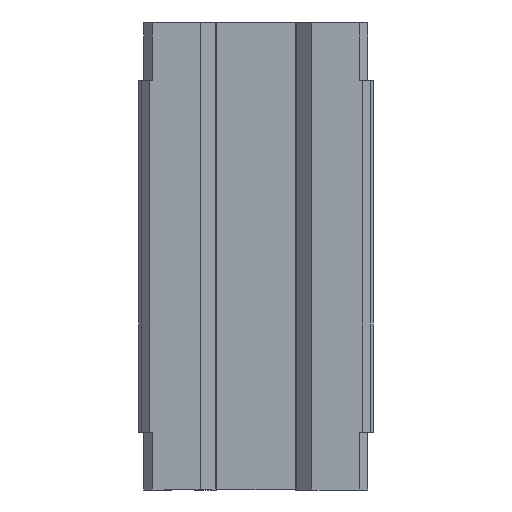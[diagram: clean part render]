
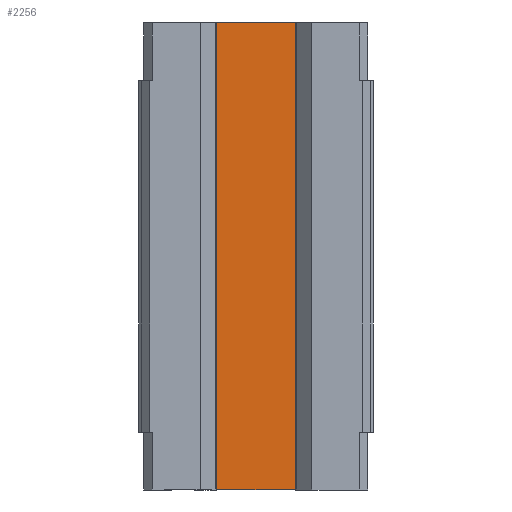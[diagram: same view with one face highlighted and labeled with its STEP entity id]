
A CAD part, front view. The second image highlights one B-rep face of the part: STEP entity #2256.
In plain terms, the highlighted planar face has unit normal (0, -1, 0).
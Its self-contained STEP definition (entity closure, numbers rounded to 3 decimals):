
#93 = EDGE_CURVE ( 'NONE', #9697, #95, #3408, .T. ) ;
#95 = VERTEX_POINT ( 'NONE', #3398 ) ;
#110 = VERTEX_POINT ( 'NONE', #3427 ) ;
#119 = EDGE_CURVE ( 'NONE', #120, #110, #3468, .T. ) ;
#120 = VERTEX_POINT ( 'NONE', #3464 ) ;
#2256 = ADVANCED_FACE ( 'NONE', ( #7679 ), #7678, .T. ) ;
#2257 = EDGE_LOOP ( 'NONE', ( #2258, #2260, #2316, #2318 ) ) ;
#2258 = ORIENTED_EDGE ( 'NONE', *, *, #2259, .T. ) ;
#2259 = EDGE_CURVE ( 'NONE', #110, #9697, #7673, .T. ) ;
#2260 = ORIENTED_EDGE ( 'NONE', *, *, #93, .T. ) ;
#2316 = ORIENTED_EDGE ( 'NONE', *, *, #2317, .F. ) ;
#2317 = EDGE_CURVE ( 'NONE', #120, #95, #7835, .T. ) ;
#2318 = ORIENTED_EDGE ( 'NONE', *, *, #119, .T. ) ;
#3398 = CARTESIAN_POINT ( 'NONE',  ( 14.4, 0., 85.6 ) ) ;
#3405 = DIRECTION ( 'NONE',  ( 0., 0., 1. ) ) ;
#3406 = VECTOR ( 'NONE', #3405, 1000. ) ;
#3407 = CARTESIAN_POINT ( 'NONE',  ( 14.4, 0., -64.4 ) ) ;
#3408 = LINE ( 'NONE', #3407, #3406 ) ;
#3427 = CARTESIAN_POINT ( 'NONE',  ( -14.4, 0., -85.6 ) ) ;
#3464 = CARTESIAN_POINT ( 'NONE',  ( -14.4, 0., 85.6 ) ) ;
#3465 = DIRECTION ( 'NONE',  ( 0., 0., -1. ) ) ;
#3466 = VECTOR ( 'NONE', #3465, 1000. ) ;
#3467 = CARTESIAN_POINT ( 'NONE',  ( -14.4, 0., -64.4 ) ) ;
#3468 = LINE ( 'NONE', #3467, #3466 ) ;
#7673 = LINE ( 'NONE', #7738, #7737 ) ;
#7674 = DIRECTION ( 'NONE',  ( 0., 0., -1. ) ) ;
#7675 = DIRECTION ( 'NONE',  ( 0., -1., 0. ) ) ;
#7676 = CARTESIAN_POINT ( 'NONE',  ( -14.4, 0., -64.4 ) ) ;
#7677 = AXIS2_PLACEMENT_3D ( 'NONE', #7676, #7675, #7674 ) ;
#7678 = PLANE ( 'NONE',  #7677 ) ;
#7679 = FACE_OUTER_BOUND ( 'NONE', #2257, .T. ) ;
#7736 = DIRECTION ( 'NONE',  ( 1., 0., 0. ) ) ;
#7737 = VECTOR ( 'NONE', #7736, 1000. ) ;
#7738 = CARTESIAN_POINT ( 'NONE',  ( 0., 0., -85.6 ) ) ;
#7832 = DIRECTION ( 'NONE',  ( 1., 0., 0. ) ) ;
#7833 = VECTOR ( 'NONE', #7832, 1000. ) ;
#7834 = CARTESIAN_POINT ( 'NONE',  ( 0., 0., 85.6 ) ) ;
#7835 = LINE ( 'NONE', #7834, #7833 ) ;
#8929 = CARTESIAN_POINT ( 'NONE',  ( 14.4, 0., -85.6 ) ) ;
#9697 = VERTEX_POINT ( 'NONE', #8929 ) ;
